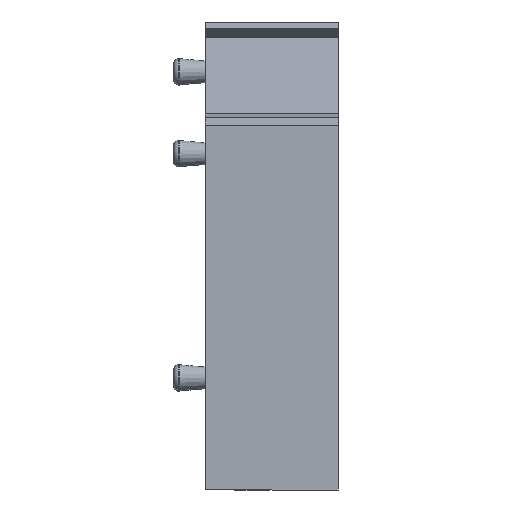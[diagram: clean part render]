
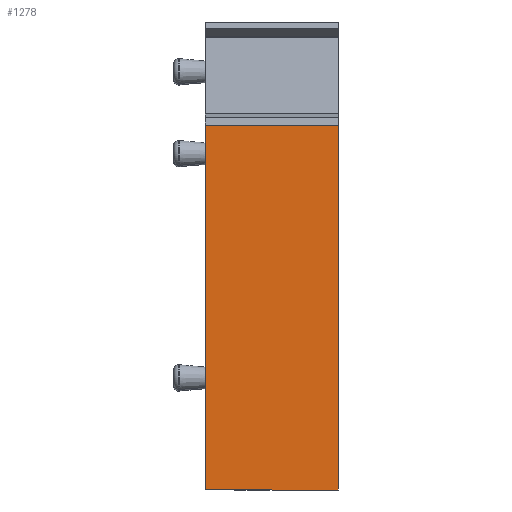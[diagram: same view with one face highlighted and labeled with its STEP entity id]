
A CAD part, front view. The second image highlights one B-rep face of the part: STEP entity #1278.
In plain terms, the highlighted planar face has unit normal (0, -1, 0).
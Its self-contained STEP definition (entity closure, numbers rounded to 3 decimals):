
#1258=AXIS2_PLACEMENT_3D('Plane Axis2P3D',#1255,#1256,#1257) ;
#690=CARTESIAN_POINT('Vertex',(9.27,0.,20.5)) ;
#693=CARTESIAN_POINT('Line Origine',(9.27,0.,10.25)) ;
#697=CARTESIAN_POINT('Vertex',(9.27,0.,0.)) ;
#1240=CARTESIAN_POINT('Vertex',(1.77,0.,20.5)) ;
#1243=CARTESIAN_POINT('Line Origine',(5.52,0.,20.5)) ;
#1255=CARTESIAN_POINT('Axis2P3D Location',(1.77,0.,20.5)) ;
#1260=CARTESIAN_POINT('Line Origine',(1.77,0.,10.25)) ;
#1264=CARTESIAN_POINT('Vertex',(1.77,0.,0.)) ;
#1267=CARTESIAN_POINT('Line Origine',(5.52,0.,0.)) ;
#694=DIRECTION('Vector Direction',(0.,0.,-1.)) ;
#1244=DIRECTION('Vector Direction',(1.,0.,0.)) ;
#1256=DIRECTION('Axis2P3D Direction',(0.,-1.,0.)) ;
#1257=DIRECTION('Axis2P3D XDirection',(0.,0.,-1.)) ;
#1261=DIRECTION('Vector Direction',(0.,0.,-1.)) ;
#1268=DIRECTION('Vector Direction',(1.,0.,0.)) ;
#695=VECTOR('Line Direction',#694,1.) ;
#1245=VECTOR('Line Direction',#1244,1.) ;
#1262=VECTOR('Line Direction',#1261,1.) ;
#1269=VECTOR('Line Direction',#1268,1.) ;
#1273=ORIENTED_EDGE('',*,*,#1247,.F.) ;
#1274=ORIENTED_EDGE('',*,*,#1266,.T.) ;
#1275=ORIENTED_EDGE('',*,*,#1271,.T.) ;
#1276=ORIENTED_EDGE('',*,*,#699,.F.) ;
#1278=ADVANCED_FACE('Koerper.2',(#1277),#1259,.T.) ;
#699=EDGE_CURVE('',#691,#698,#696,.T.) ;
#1247=EDGE_CURVE('',#1241,#691,#1246,.T.) ;
#1266=EDGE_CURVE('',#1241,#1265,#1263,.T.) ;
#1271=EDGE_CURVE('',#1265,#698,#1270,.T.) ;
#1272=EDGE_LOOP('',(#1273,#1274,#1275,#1276)) ;
#1277=FACE_OUTER_BOUND('',#1272,.T.) ;
#696=LINE('Line',#693,#695) ;
#1246=LINE('Line',#1243,#1245) ;
#1263=LINE('Line',#1260,#1262) ;
#1270=LINE('Line',#1267,#1269) ;
#1259=PLANE('',#1258) ;
#691=VERTEX_POINT('',#690) ;
#698=VERTEX_POINT('',#697) ;
#1241=VERTEX_POINT('',#1240) ;
#1265=VERTEX_POINT('',#1264) ;
